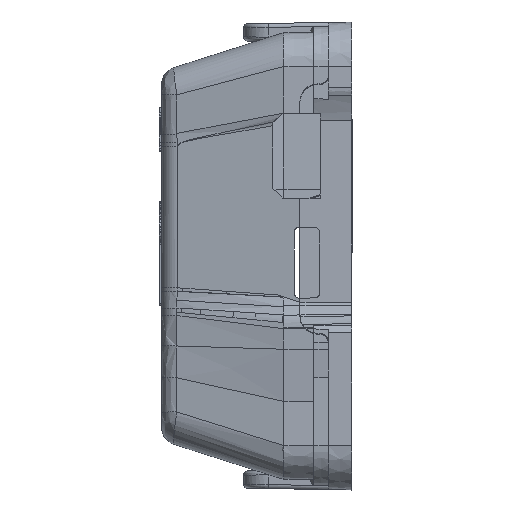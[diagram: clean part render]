
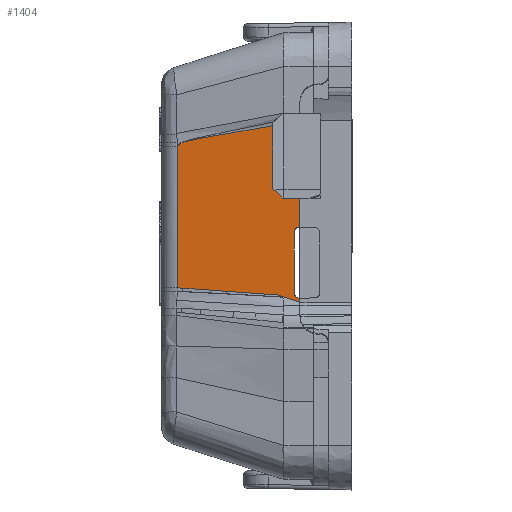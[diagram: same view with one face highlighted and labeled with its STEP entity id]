
A CAD part, front view. The second image highlights one B-rep face of the part: STEP entity #1404.
In plain terms, the highlighted planar face has unit normal (-0.119, -0.993, 0).
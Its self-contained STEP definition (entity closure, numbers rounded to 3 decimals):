
#1404=ADVANCED_FACE('',(#4565),#4566,.F.);
#4565=FACE_OUTER_BOUND('',#28526,.T.);
#4566=PLANE('',#28527);
#28526=EDGE_LOOP('',(#51589,#51590,#51591,#51592,#51593,#51594,#51595,#51596,#51597,#51598,#51599,#51600,#51601,#51602,#51603,#51604,#51605,#51606));
#28527=AXIS2_PLACEMENT_3D('',#51607,#51608,#51609);
#51589=ORIENTED_EDGE('',*,*,#58868,.T.);
#51590=ORIENTED_EDGE('',*,*,#58866,.T.);
#51591=ORIENTED_EDGE('',*,*,#59319,.T.);
#51592=ORIENTED_EDGE('',*,*,#59337,.T.);
#51593=ORIENTED_EDGE('',*,*,#59320,.F.);
#51594=ORIENTED_EDGE('',*,*,#58861,.T.);
#51595=ORIENTED_EDGE('',*,*,#58859,.T.);
#51596=ORIENTED_EDGE('',*,*,#58857,.T.);
#51597=ORIENTED_EDGE('',*,*,#58856,.T.);
#51598=ORIENTED_EDGE('',*,*,#58855,.T.);
#51599=ORIENTED_EDGE('',*,*,#58853,.T.);
#51600=ORIENTED_EDGE('',*,*,#58852,.F.);
#51601=ORIENTED_EDGE('',*,*,#58850,.F.);
#51602=ORIENTED_EDGE('',*,*,#58849,.F.);
#51603=ORIENTED_EDGE('',*,*,#59336,.F.);
#51604=ORIENTED_EDGE('',*,*,#59338,.T.);
#51605=ORIENTED_EDGE('',*,*,#59339,.T.);
#51606=ORIENTED_EDGE('',*,*,#58846,.T.);
#51607=CARTESIAN_POINT('',(32.007,-1390.075,54.823));
#51608=DIRECTION('',(0.119,0.993,0.0));
#51609=DIRECTION('',(0.0,0.0,-1.0));
#58846=EDGE_CURVE('',#66218,#66224,#66226,.T.);
#58849=EDGE_CURVE('',#66229,#66227,#66231,.T.);
#58850=EDGE_CURVE('',#66227,#66232,#66233,.T.);
#58852=EDGE_CURVE('',#66232,#65567,#66235,.T.);
#58853=EDGE_CURVE('',#64816,#65567,#66236,.F.);
#58855=EDGE_CURVE('',#66238,#64816,#66239,.T.);
#58856=EDGE_CURVE('',#66240,#66238,#66241,.T.);
#58857=EDGE_CURVE('',#66242,#66240,#66243,.T.);
#58859=EDGE_CURVE('',#66245,#66242,#66246,.F.);
#58861=EDGE_CURVE('',#66248,#66245,#66249,.F.);
#58866=EDGE_CURVE('',#66251,#66256,#66258,.T.);
#58868=EDGE_CURVE('',#66224,#66251,#66260,.T.);
#59319=EDGE_CURVE('',#66256,#66985,#66987,.T.);
#59320=EDGE_CURVE('',#66248,#66988,#66989,.T.);
#59336=EDGE_CURVE('',#67013,#66229,#67015,.T.);
#59337=EDGE_CURVE('',#66985,#66988,#67016,.T.);
#59338=EDGE_CURVE('',#67013,#67017,#67018,.F.);
#59339=EDGE_CURVE('',#67017,#66218,#67019,.T.);
#64816=VERTEX_POINT('',#74637);
#65567=VERTEX_POINT('',#77320);
#66218=VERTEX_POINT('',#79368);
#66224=VERTEX_POINT('',#79380);
#66226=ELLIPSE('',#79383,0.504,0.5);
#66227=VERTEX_POINT('',#79384);
#66229=VERTEX_POINT('',#79389);
#66231=B_SPLINE_CURVE_WITH_KNOTS('',3,(#79398,#79399,#79400,#79401),.UNSPECIFIED.,.F.,.F.,(4,4),(0.036,0.948),.UNSPECIFIED.);
#66232=VERTEX_POINT('',#79402);
#66233=B_SPLINE_CURVE_WITH_KNOTS('',3,(#79403,#79404,#79405,#79406),.UNSPECIFIED.,.F.,.F.,(4,4),(0.036,0.948),.UNSPECIFIED.);
#66235=B_SPLINE_CURVE_WITH_KNOTS('',3,(#79411,#79412,#79413,#79414),.UNSPECIFIED.,.F.,.F.,(4,4),(0.036,0.948),.UNSPECIFIED.);
#66236=LINE('',#79415,#79416);
#66238=VERTEX_POINT('',#79421);
#66239=B_SPLINE_CURVE_WITH_KNOTS('',3,(#79422,#79423,#79424,#79425,#79426,#79427,#79428,#79429,#79430,#79431,#79432,#79433,#79434,#79435),.UNSPECIFIED.,.F.,.F.,(4,2,2,2,2,2,4),(0.0,0.005,0.008,0.009,0.01,0.01,0.011),.UNSPECIFIED.);
#66240=VERTEX_POINT('',#79436);
#66241=B_SPLINE_CURVE_WITH_KNOTS('',3,(#79437,#79438,#79439,#79440),.UNSPECIFIED.,.F.,.F.,(4,4),(0.0,1.),.UNSPECIFIED.);
#66242=VERTEX_POINT('',#79441);
#66243=B_SPLINE_CURVE_WITH_KNOTS('',3,(#79442,#79443,#79444,#79445),.UNSPECIFIED.,.F.,.F.,(4,4),(0.0,1.),.UNSPECIFIED.);
#66245=VERTEX_POINT('',#79450);
#66246=LINE('',#79451,#79452);
#66248=VERTEX_POINT('',#79455);
#66249=LINE('',#79456,#79457);
#66251=VERTEX_POINT('',#79460);
#66256=VERTEX_POINT('',#79466);
#66258=ELLIPSE('',#79469,0.504,0.5);
#66260=LINE('',#79472,#79473);
#66985=VERTEX_POINT('',#81046);
#66987=LINE('',#81049,#81050);
#66988=VERTEX_POINT('',#81051);
#66989=LINE('',#81052,#81053);
#67013=VERTEX_POINT('',#81115);
#67015=B_SPLINE_CURVE_WITH_KNOTS('',3,(#81126,#81127,#81128,#81129,#81130,#81131,#81132,#81133,#81134,#81135),.UNSPECIFIED.,.F.,.F.,(4,3,3,4),(0.,0.001,0.002,0.003),.UNSPECIFIED.);
#67016=LINE('',#81136,#81137);
#67017=VERTEX_POINT('',#81138);
#67018=LINE('',#81139,#81140);
#67019=LINE('',#81141,#81142);
#74637=CARTESIAN_POINT('',(26.463,-1389.41,62.312));
#77320=CARTESIAN_POINT('',(26.462,-1389.41,46.476));
#79368=CARTESIAN_POINT('',(40.085,-1391.045,45.322));
#79380=CARTESIAN_POINT('',(39.585,-1390.985,45.822));
#79383=AXIS2_PLACEMENT_3D('',#91674,#91675,#91676);
#79384=CARTESIAN_POINT('',(31.991,-1390.073,46.083));
#79389=CARTESIAN_POINT('',(37.832,-1390.774,45.667));
#79398=CARTESIAN_POINT('',(37.832,-1390.774,45.667));
#79399=CARTESIAN_POINT('',(34.042,-1390.32,45.937));
#79400=CARTESIAN_POINT('',(30.252,-1389.865,46.206));
#79401=CARTESIAN_POINT('',(26.462,-1389.41,46.476));
#79402=CARTESIAN_POINT('',(27.074,-1389.483,46.433));
#79403=CARTESIAN_POINT('',(37.832,-1390.774,45.667));
#79404=CARTESIAN_POINT('',(34.042,-1390.32,45.937));
#79405=CARTESIAN_POINT('',(30.252,-1389.865,46.206));
#79406=CARTESIAN_POINT('',(26.462,-1389.41,46.476));
#79411=CARTESIAN_POINT('',(37.832,-1390.774,45.667));
#79412=CARTESIAN_POINT('',(34.042,-1390.32,45.937));
#79413=CARTESIAN_POINT('',(30.252,-1389.865,46.206));
#79414=CARTESIAN_POINT('',(26.462,-1389.41,46.476));
#79415=CARTESIAN_POINT('',(26.462,-1389.41,49.999));
#79416=VECTOR('',#91677,1000.0);
#79421=CARTESIAN_POINT('',(36.778,-1390.648,64.572));
#79422=CARTESIAN_POINT('',(36.778,-1390.648,64.572));
#79423=CARTESIAN_POINT('',(35.025,-1390.437,64.273));
#79424=CARTESIAN_POINT('',(33.272,-1390.227,63.976));
#79425=CARTESIAN_POINT('',(30.644,-1389.912,63.521));
#79426=CARTESIAN_POINT('',(29.768,-1389.807,63.369));
#79427=CARTESIAN_POINT('',(28.457,-1389.649,63.122));
#79428=CARTESIAN_POINT('',(28.02,-1389.597,63.039));
#79429=CARTESIAN_POINT('',(27.373,-1389.519,62.88));
#79430=CARTESIAN_POINT('',(27.156,-1389.493,62.824));
#79431=CARTESIAN_POINT('',(26.849,-1389.456,62.695));
#79432=CARTESIAN_POINT('',(26.749,-1389.444,62.643));
#79433=CARTESIAN_POINT('',(26.576,-1389.424,62.503));
#79434=CARTESIAN_POINT('',(26.508,-1389.415,62.413));
#79435=CARTESIAN_POINT('',(26.462,-1389.41,62.31));
#79436=CARTESIAN_POINT('',(36.795,-1390.65,64.589));
#79437=CARTESIAN_POINT('',(36.795,-1390.65,64.589));
#79438=CARTESIAN_POINT('',(36.79,-1390.649,64.583));
#79439=CARTESIAN_POINT('',(36.784,-1390.649,64.578));
#79440=CARTESIAN_POINT('',(36.778,-1390.648,64.572));
#79441=CARTESIAN_POINT('',(37.16,-1390.694,64.637));
#79442=CARTESIAN_POINT('',(37.16,-1390.694,64.637));
#79443=CARTESIAN_POINT('',(37.038,-1390.679,64.621));
#79444=CARTESIAN_POINT('',(36.917,-1390.664,64.605));
#79445=CARTESIAN_POINT('',(36.795,-1390.65,64.589));
#79450=CARTESIAN_POINT('',(37.16,-1390.694,57.629));
#79451=CARTESIAN_POINT('',(37.16,-1390.694,57.629));
#79452=VECTOR('',#91678,1000.0);
#79455=CARTESIAN_POINT('',(38.248,-1390.824,56.541));
#79456=CARTESIAN_POINT('',(39.401,-1390.963,55.388));
#79457=VECTOR('',#91680,1000.0);
#79460=CARTESIAN_POINT('',(39.585,-1390.985,52.76));
#79466=CARTESIAN_POINT('',(40.085,-1391.045,53.26));
#79469=AXIS2_PLACEMENT_3D('',#91687,#91688,#91689);
#79472=CARTESIAN_POINT('',(39.585,-1390.985,54.823));
#79473=VECTOR('',#91691,1000.0);
#81046=CARTESIAN_POINT('',(40.2,-1391.058,53.26));
#81049=CARTESIAN_POINT('',(32.007,-1390.075,53.26));
#81050=VECTOR('',#92207,1000.0);
#81051=CARTESIAN_POINT('',(40.2,-1391.058,56.524));
#81052=CARTESIAN_POINT('',(32.022,-1390.077,56.596));
#81053=VECTOR('',#92208,1000.0);
#81115=CARTESIAN_POINT('',(40.2,-1391.058,44.876));
#81126=CARTESIAN_POINT('',(40.2,-1391.058,44.876));
#81127=CARTESIAN_POINT('',(39.922,-1391.025,44.963));
#81128=CARTESIAN_POINT('',(39.645,-1390.992,45.053));
#81129=CARTESIAN_POINT('',(39.369,-1390.959,45.147));
#81130=CARTESIAN_POINT('',(38.967,-1390.911,45.283));
#81131=CARTESIAN_POINT('',(38.565,-1390.862,45.419));
#81132=CARTESIAN_POINT('',(38.163,-1390.814,45.555));
#81133=CARTESIAN_POINT('',(38.052,-1390.801,45.592));
#81134=CARTESIAN_POINT('',(37.942,-1390.788,45.629));
#81135=CARTESIAN_POINT('',(37.832,-1390.774,45.667));
#81136=CARTESIAN_POINT('',(40.2,-1391.058,54.823));
#81137=VECTOR('',#92215,1000.0);
#81138=CARTESIAN_POINT('',(40.2,-1391.058,45.322));
#81139=CARTESIAN_POINT('',(40.2,-1391.058,55.307));
#81140=VECTOR('',#92216,1000.0);
#81141=CARTESIAN_POINT('',(32.007,-1390.075,45.322));
#81142=VECTOR('',#92217,1000.0);
#91674=CARTESIAN_POINT('',(40.085,-1391.045,45.822));
#91675=DIRECTION('',(0.119,0.993,0.0));
#91676=DIRECTION('',(0.993,-0.119,0.));
#91677=DIRECTION('',(0.0,0.0,1.0));
#91678=DIRECTION('',(0.,0.,-1.));
#91680=DIRECTION('',(0.705,-0.085,-0.705));
#91687=CARTESIAN_POINT('',(40.085,-1391.045,52.76));
#91688=DIRECTION('',(0.119,0.993,0.0));
#91689=DIRECTION('',(0.993,-0.119,0.));
#91691=DIRECTION('',(0.,0.,1.));
#92207=DIRECTION('',(0.993,-0.119,0.));
#92208=DIRECTION('',(0.993,-0.119,-0.009));
#92215=DIRECTION('',(0.,0.,1.0));
#92216=DIRECTION('',(0.,0.,-1.0));
#92217=DIRECTION('',(-0.993,0.119,-0.0));
